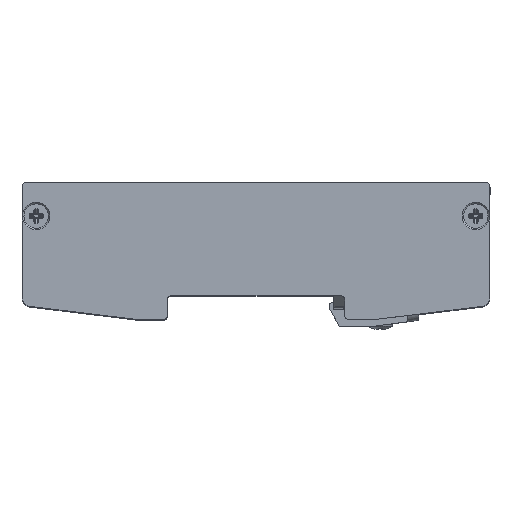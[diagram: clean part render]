
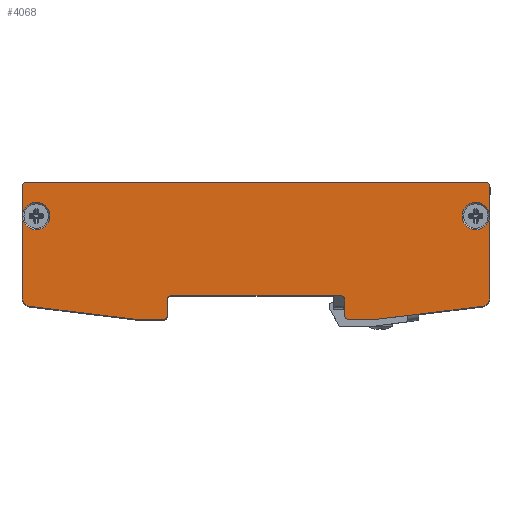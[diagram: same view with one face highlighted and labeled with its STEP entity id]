
A CAD part, top view. The second image highlights one B-rep face of the part: STEP entity #4068.
In plain terms, the highlighted planar face has unit normal (0, 0, 1).
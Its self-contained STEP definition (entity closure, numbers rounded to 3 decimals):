
#270=FACE_BOUND('',#643,.T.);
#271=FACE_BOUND('',#644,.T.);
#284=PLANE('',#4461);
#396=FACE_OUTER_BOUND('',#642,.T.);
#642=EDGE_LOOP('',(#2825,#2826,#2827,#2828,#2829,#2830,#2831,#2832,#2833,
#2834,#2835,#2836,#2837,#2838,#2839,#2840,#2841,#2842));
#643=EDGE_LOOP('',(#2843));
#644=EDGE_LOOP('',(#2844));
#876=LINE('',#6189,#1198);
#888=LINE('',#6229,#1210);
#891=LINE('',#6238,#1213);
#896=LINE('',#6251,#1218);
#899=LINE('',#6259,#1221);
#902=LINE('',#6267,#1224);
#905=LINE('',#6275,#1227);
#906=LINE('',#6278,#1228);
#908=LINE('',#6281,#1230);
#909=LINE('',#6283,#1231);
#1198=VECTOR('',#4928,103.4);
#1210=VECTOR('',#4962,24.952);
#1213=VECTOR('',#4971,3.5);
#1218=VECTOR('',#4986,38.);
#1221=VECTOR('',#4995,3.5);
#1224=VECTOR('',#5004,25.131);
#1227=VECTOR('',#5013,24.952);
#1228=VECTOR('',#5016,25.131);
#1230=VECTOR('',#5020,5.);
#1231=VECTOR('',#5023,5.);
#1514=CIRCLE('',#4421,3.1);
#1517=CIRCLE('',#4426,3.1);
#1518=CIRCLE('',#4428,1.);
#1527=CIRCLE('',#4440,1.);
#1528=CIRCLE('',#4443,1.);
#1529=CIRCLE('',#4446,1.);
#1530=CIRCLE('',#4448,1.);
#1531=CIRCLE('',#4451,1.);
#1532=CIRCLE('',#4454,2.);
#1533=CIRCLE('',#4457,2.);
#1719=VERTEX_POINT('',#6162);
#1722=VERTEX_POINT('',#6172);
#1723=VERTEX_POINT('',#6176);
#1724=VERTEX_POINT('',#6177);
#1728=VERTEX_POINT('',#6187);
#1744=VERTEX_POINT('',#6223);
#1745=VERTEX_POINT('',#6227);
#1746=VERTEX_POINT('',#6231);
#1747=VERTEX_POINT('',#6233);
#1748=VERTEX_POINT('',#6237);
#1749=VERTEX_POINT('',#6241);
#1750=VERTEX_POINT('',#6245);
#1751=VERTEX_POINT('',#6247);
#1752=VERTEX_POINT('',#6253);
#1753=VERTEX_POINT('',#6254);
#1754=VERTEX_POINT('',#6261);
#1755=VERTEX_POINT('',#6265);
#1756=VERTEX_POINT('',#6269);
#1757=VERTEX_POINT('',#6271);
#1758=VERTEX_POINT('',#6277);
#2105=EDGE_CURVE('',#1719,#1719,#1514,.T.);
#2110=EDGE_CURVE('',#1722,#1722,#1517,.T.);
#2111=EDGE_CURVE('',#1723,#1724,#1518,.T.);
#2117=EDGE_CURVE('',#1728,#1723,#876,.T.);
#2134=EDGE_CURVE('',#1744,#1728,#1527,.T.);
#2137=EDGE_CURVE('',#1745,#1744,#888,.T.);
#2139=EDGE_CURVE('',#1746,#1747,#1528,.T.);
#2141=EDGE_CURVE('',#1748,#1747,#891,.T.);
#2143=EDGE_CURVE('',#1748,#1749,#1529,.T.);
#2146=EDGE_CURVE('',#1750,#1751,#1530,.T.);
#2148=EDGE_CURVE('',#1750,#1749,#896,.T.);
#2149=EDGE_CURVE('',#1752,#1753,#1531,.T.);
#2152=EDGE_CURVE('',#1752,#1751,#899,.T.);
#2153=EDGE_CURVE('',#1754,#1745,#1532,.T.);
#2156=EDGE_CURVE('',#1754,#1755,#902,.T.);
#2158=EDGE_CURVE('',#1756,#1757,#1533,.T.);
#2160=EDGE_CURVE('',#1724,#1756,#905,.T.);
#2161=EDGE_CURVE('',#1758,#1757,#906,.T.);
#2163=EDGE_CURVE('',#1758,#1746,#908,.T.);
#2164=EDGE_CURVE('',#1753,#1755,#909,.T.);
#2825=ORIENTED_EDGE('',*,*,#2111,.F.);
#2826=ORIENTED_EDGE('',*,*,#2117,.F.);
#2827=ORIENTED_EDGE('',*,*,#2134,.F.);
#2828=ORIENTED_EDGE('',*,*,#2137,.F.);
#2829=ORIENTED_EDGE('',*,*,#2153,.F.);
#2830=ORIENTED_EDGE('',*,*,#2156,.T.);
#2831=ORIENTED_EDGE('',*,*,#2164,.F.);
#2832=ORIENTED_EDGE('',*,*,#2149,.F.);
#2833=ORIENTED_EDGE('',*,*,#2152,.T.);
#2834=ORIENTED_EDGE('',*,*,#2146,.F.);
#2835=ORIENTED_EDGE('',*,*,#2148,.T.);
#2836=ORIENTED_EDGE('',*,*,#2143,.F.);
#2837=ORIENTED_EDGE('',*,*,#2141,.T.);
#2838=ORIENTED_EDGE('',*,*,#2139,.F.);
#2839=ORIENTED_EDGE('',*,*,#2163,.F.);
#2840=ORIENTED_EDGE('',*,*,#2161,.T.);
#2841=ORIENTED_EDGE('',*,*,#2158,.F.);
#2842=ORIENTED_EDGE('',*,*,#2160,.F.);
#2843=ORIENTED_EDGE('',*,*,#2110,.T.);
#2844=ORIENTED_EDGE('',*,*,#2105,.T.);
#4068=ADVANCED_FACE('',(#396,#270,#271),#284,.T.);
#4421=AXIS2_PLACEMENT_3D('',#6164,#4902,#4903);
#4426=AXIS2_PLACEMENT_3D('',#6174,#4914,#4915);
#4428=AXIS2_PLACEMENT_3D('',#6178,#4918,#4919);
#4440=AXIS2_PLACEMENT_3D('',#6224,#4956,#4957);
#4443=AXIS2_PLACEMENT_3D('',#6234,#4966,#4967);
#4446=AXIS2_PLACEMENT_3D('',#6242,#4975,#4976);
#4448=AXIS2_PLACEMENT_3D('',#6248,#4981,#4982);
#4451=AXIS2_PLACEMENT_3D('',#6255,#4989,#4990);
#4454=AXIS2_PLACEMENT_3D('',#6262,#4998,#4999);
#4457=AXIS2_PLACEMENT_3D('',#6272,#5008,#5009);
#4461=AXIS2_PLACEMENT_3D('',#6282,#5021,#5022);
#4902=DIRECTION('center_axis',(0.,0.,-1.));
#4903=DIRECTION('ref_axis',(1.,0.,0.));
#4914=DIRECTION('center_axis',(0.,0.,-1.));
#4915=DIRECTION('ref_axis',(1.,0.,0.));
#4918=DIRECTION('center_axis',(0.,0.,-1.));
#4919=DIRECTION('ref_axis',(0.707,0.707,0.));
#4928=DIRECTION('',(1.,0.,0.));
#4956=DIRECTION('center_axis',(0.,0.,-1.));
#4957=DIRECTION('ref_axis',(-0.707,0.707,0.));
#4962=DIRECTION('',(0.,1.,0.));
#4966=DIRECTION('center_axis',(0.,0.,-1.));
#4967=DIRECTION('ref_axis',(-0.707,-0.707,0.));
#4971=DIRECTION('',(0.,-1.,0.));
#4975=DIRECTION('center_axis',(0.,0.,1.));
#4976=DIRECTION('ref_axis',(0.707,0.707,0.));
#4981=DIRECTION('center_axis',(0.,0.,1.));
#4982=DIRECTION('ref_axis',(-0.707,0.707,0.));
#4986=DIRECTION('',(1.,0.,0.));
#4989=DIRECTION('center_axis',(0.,0.,-1.));
#4990=DIRECTION('ref_axis',(0.707,-0.707,0.));
#4995=DIRECTION('',(0.,1.,0.));
#4998=DIRECTION('center_axis',(0.,0.,-1.));
#4999=DIRECTION('ref_axis',(-0.749,-0.663,0.));
#5004=DIRECTION('',(0.993,-0.122,0.));
#5008=DIRECTION('center_axis',(0.,0.,-1.));
#5009=DIRECTION('ref_axis',(0.749,-0.663,0.));
#5013=DIRECTION('',(0.,-1.,0.));
#5016=DIRECTION('',(0.993,0.122,0.));
#5020=DIRECTION('',(-1.,0.,0.));
#5021=DIRECTION('center_axis',(0.,0.,1.));
#5022=DIRECTION('ref_axis',(1.,0.,0.));
#5023=DIRECTION('',(-1.,0.,0.));
#6162=CARTESIAN_POINT('',(46.4,0.,2.));
#6164=CARTESIAN_POINT('Origin',(49.5,0.,
2.));
#6172=CARTESIAN_POINT('',(-52.6,0.,2.));
#6174=CARTESIAN_POINT('Origin',(-49.5,0.,2.));
#6176=CARTESIAN_POINT('',(51.7,7.6,2.));
#6177=CARTESIAN_POINT('',(52.7,6.6,2.));
#6178=CARTESIAN_POINT('Origin',(51.7,6.6,2.));
#6187=CARTESIAN_POINT('',(-51.7,7.6,2.));
#6189=CARTESIAN_POINT('',(-51.7,7.6,2.));
#6223=CARTESIAN_POINT('',(-52.7,6.6,2.));
#6224=CARTESIAN_POINT('Origin',(-51.7,6.6,2.));
#6227=CARTESIAN_POINT('',(-52.7,-18.352,2.));
#6229=CARTESIAN_POINT('',(-52.7,-18.352,2.));
#6231=CARTESIAN_POINT('',(21.,-23.4,2.));
#6233=CARTESIAN_POINT('',(20.,-22.4,2.));
#6234=CARTESIAN_POINT('Origin',(21.,-22.4,2.));
#6237=CARTESIAN_POINT('',(20.,-18.9,2.));
#6238=CARTESIAN_POINT('',(20.,-18.9,2.));
#6241=CARTESIAN_POINT('',(19.,-17.9,2.));
#6242=CARTESIAN_POINT('Origin',(19.,-18.9,2.));
#6245=CARTESIAN_POINT('',(-19.,-17.9,2.));
#6247=CARTESIAN_POINT('',(-20.,-18.9,2.));
#6248=CARTESIAN_POINT('Origin',(-19.,-18.9,2.));
#6251=CARTESIAN_POINT('',(-19.,-17.9,2.));
#6253=CARTESIAN_POINT('',(-20.,-22.4,2.));
#6254=CARTESIAN_POINT('',(-21.,-23.4,2.));
#6255=CARTESIAN_POINT('Origin',(-21.,-22.4,2.));
#6259=CARTESIAN_POINT('',(-20.,-22.4,2.));
#6261=CARTESIAN_POINT('',(-50.944,-20.337,2.));
#6262=CARTESIAN_POINT('Origin',(-50.7,-18.352,2.));
#6265=CARTESIAN_POINT('',(-26.,-23.4,2.));
#6267=CARTESIAN_POINT('',(-50.944,-20.337,2.));
#6269=CARTESIAN_POINT('',(52.7,-18.352,2.));
#6271=CARTESIAN_POINT('',(50.944,-20.337,2.));
#6272=CARTESIAN_POINT('Origin',(50.7,-18.352,2.));
#6275=CARTESIAN_POINT('',(52.7,6.6,2.));
#6277=CARTESIAN_POINT('',(26.,-23.4,2.));
#6278=CARTESIAN_POINT('',(26.,-23.4,2.));
#6281=CARTESIAN_POINT('',(26.,-23.4,2.));
#6282=CARTESIAN_POINT('Origin',(-15.,2.769,2.));
#6283=CARTESIAN_POINT('',(-21.,-23.4,2.));
